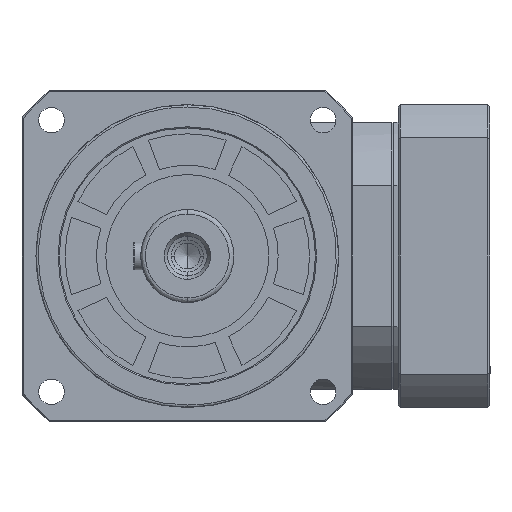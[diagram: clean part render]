
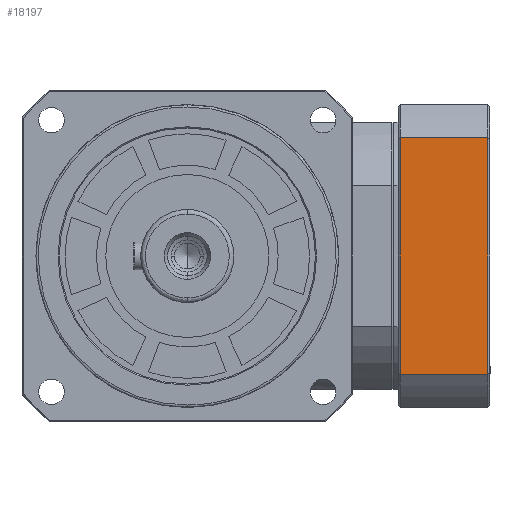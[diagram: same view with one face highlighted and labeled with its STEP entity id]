
A CAD part, left-side view. The second image highlights one B-rep face of the part: STEP entity #18197.
In plain terms, the highlighted face is planar.
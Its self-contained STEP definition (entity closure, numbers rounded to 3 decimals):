
#671 = DIRECTION ( 'NONE',  ( 1., 0., 0. ) ) ;
#1044 = DIRECTION ( 'NONE',  ( 0., 0., -1. ) ) ;
#1412 = EDGE_CURVE ( 'NONE', #30392, #10117, #24199, .T. ) ;
#2098 = CARTESIAN_POINT ( 'NONE',  ( 50.806, 65., 8.5 ) ) ;
#2610 = ORIENTED_EDGE ( 'NONE', *, *, #5839, .F. ) ;
#3259 = DIRECTION ( 'NONE',  ( 1., 0., 0. ) ) ;
#4542 = CARTESIAN_POINT ( 'NONE',  ( 50.806, 65., 46. ) ) ;
#5839 = EDGE_CURVE ( 'NONE', #17533, #9809, #27012, .T. ) ;
#6005 = VECTOR ( 'NONE', #3259, 1000. ) ;
#9809 = VERTEX_POINT ( 'NONE', #10920 ) ;
#10117 = VERTEX_POINT ( 'NONE', #12036 ) ;
#10308 = VECTOR ( 'NONE', #25083, 1000. ) ;
#10920 = CARTESIAN_POINT ( 'NONE',  ( -50.806, 65., 46. ) ) ;
#12005 = EDGE_CURVE ( 'NONE', #9809, #30392, #14527, .T. ) ;
#12036 = CARTESIAN_POINT ( 'NONE',  ( 50.806, 65., 8.5 ) ) ;
#12889 = DIRECTION ( 'NONE',  ( -1., 0., 0. ) ) ;
#13531 = AXIS2_PLACEMENT_3D ( 'NONE', #29241, #15094, #671 ) ;
#14112 = ORIENTED_EDGE ( 'NONE', *, *, #12005, .F. ) ;
#14527 = LINE ( 'NONE', #29622, #20106 ) ;
#15094 = DIRECTION ( 'NONE',  ( 0., -1., 0. ) ) ;
#17533 = VERTEX_POINT ( 'NONE', #4542 ) ;
#18197 = ADVANCED_FACE ( 'NONE', ( #25390 ), #19325, .F. ) ;
#19325 = PLANE ( 'NONE',  #13531 ) ;
#19938 = CARTESIAN_POINT ( 'NONE',  ( 25.403, 65., 46. ) ) ;
#20029 = VECTOR ( 'NONE', #12889, 1000. ) ;
#20106 = VECTOR ( 'NONE', #1044, 1000. ) ;
#20380 = CARTESIAN_POINT ( 'NONE',  ( 50.806, 65., 47. ) ) ;
#22880 = EDGE_CURVE ( 'NONE', #10117, #17533, #22912, .T. ) ;
#22912 = LINE ( 'NONE', #20380, #10308 ) ;
#24199 = LINE ( 'NONE', #2098, #6005 ) ;
#25083 = DIRECTION ( 'NONE',  ( 0., 0., 1. ) ) ;
#25390 = FACE_OUTER_BOUND ( 'NONE', #30415, .T. ) ;
#27012 = LINE ( 'NONE', #19938, #20029 ) ;
#27192 = ORIENTED_EDGE ( 'NONE', *, *, #1412, .F. ) ;
#28217 = ORIENTED_EDGE ( 'NONE', *, *, #22880, .F. ) ;
#29241 = CARTESIAN_POINT ( 'NONE',  ( 50.806, 65., 47. ) ) ;
#29622 = CARTESIAN_POINT ( 'NONE',  ( -50.806, 65., 0. ) ) ;
#30096 = CARTESIAN_POINT ( 'NONE',  ( -50.806, 65., 8.5 ) ) ;
#30392 = VERTEX_POINT ( 'NONE', #30096 ) ;
#30415 = EDGE_LOOP ( 'NONE', ( #14112, #2610, #28217, #27192 ) ) ;
